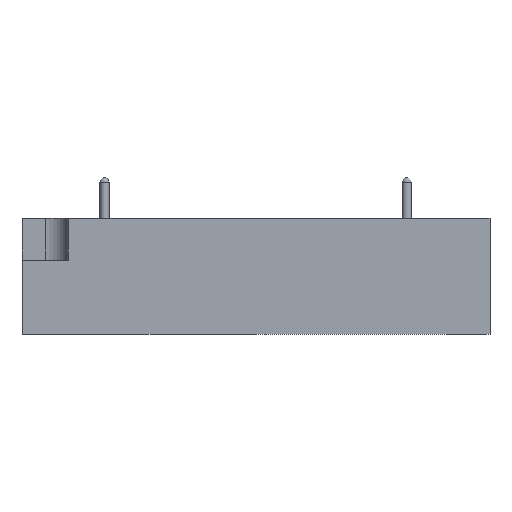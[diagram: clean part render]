
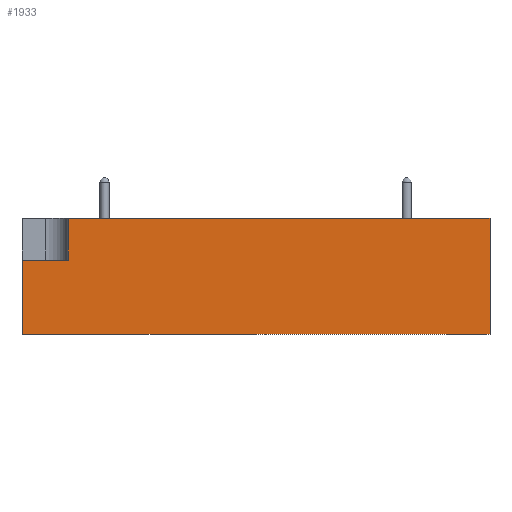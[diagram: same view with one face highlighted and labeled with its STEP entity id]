
A CAD part, left-side view. The second image highlights one B-rep face of the part: STEP entity #1933.
In plain terms, the highlighted planar face has unit normal (-1, 0, 0).
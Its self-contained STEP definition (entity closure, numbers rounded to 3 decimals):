
#54=LINE('',#2731,#137);
#60=LINE('',#2745,#143);
#61=LINE('',#2747,#144);
#62=LINE('',#2749,#145);
#63=LINE('',#2751,#146);
#64=LINE('',#2753,#147);
#137=VECTOR('',#2155,1000.);
#143=VECTOR('',#2165,1000.);
#144=VECTOR('',#2166,1000.);
#145=VECTOR('',#2167,1000.);
#146=VECTOR('',#2168,1000.);
#147=VECTOR('',#2169,1000.);
#328=ORIENTED_EDGE('',*,*,#719,.T.);
#329=ORIENTED_EDGE('',*,*,#726,.F.);
#330=ORIENTED_EDGE('',*,*,#727,.T.);
#331=ORIENTED_EDGE('',*,*,#728,.T.);
#332=ORIENTED_EDGE('',*,*,#729,.F.);
#333=ORIENTED_EDGE('',*,*,#730,.F.);
#719=EDGE_CURVE('',#925,#924,#54,.T.);
#726=EDGE_CURVE('',#931,#924,#60,.T.);
#727=EDGE_CURVE('',#931,#932,#61,.T.);
#728=EDGE_CURVE('',#932,#933,#62,.T.);
#729=EDGE_CURVE('',#934,#933,#63,.T.);
#730=EDGE_CURVE('',#925,#934,#64,.T.);
#924=VERTEX_POINT('',#2730);
#925=VERTEX_POINT('',#2732);
#931=VERTEX_POINT('',#2746);
#932=VERTEX_POINT('',#2748);
#933=VERTEX_POINT('',#2750);
#934=VERTEX_POINT('',#2752);
#1110=EDGE_LOOP('',(#328,#329,#330,#331,#332,#333));
#1215=FACE_BOUND('',#1110,.T.);
#1309=PLANE('',#2034);
#1933=ADVANCED_FACE('',(#1215),#1309,.T.);
#2034=AXIS2_PLACEMENT_3D('',#2744,#2163,#2164);
#2155=DIRECTION('',(0.,1.,0.));
#2163=DIRECTION('',(-1.,0.,0.));
#2164=DIRECTION('',(0.,-1.,0.));
#2165=DIRECTION('',(0.,0.,1.));
#2166=DIRECTION('',(0.,1.,0.));
#2167=DIRECTION('',(0.,0.,-1.));
#2168=DIRECTION('',(0.,1.,0.));
#2169=DIRECTION('',(0.,0.,-1.));
#2730=CARTESIAN_POINT('',(-25.25,20.25,6.25));
#2731=CARTESIAN_POINT('',(-25.25,-25.25,6.25));
#2732=CARTESIAN_POINT('',(-25.25,-25.25,6.25));
#2744=CARTESIAN_POINT('',(-25.25,-25.25,6.25));
#2745=CARTESIAN_POINT('',(-25.25,20.25,-66.253));
#2746=CARTESIAN_POINT('',(-25.25,20.25,1.75));
#2747=CARTESIAN_POINT('',(-25.25,20.25,1.75));
#2748=CARTESIAN_POINT('',(-25.25,25.25,1.75));
#2749=CARTESIAN_POINT('',(-25.25,25.25,6.25));
#2750=CARTESIAN_POINT('',(-25.25,25.25,-6.25));
#2751=CARTESIAN_POINT('',(-25.25,-25.25,-6.25));
#2752=CARTESIAN_POINT('',(-25.25,-25.25,-6.25));
#2753=CARTESIAN_POINT('',(-25.25,-25.25,6.25));
